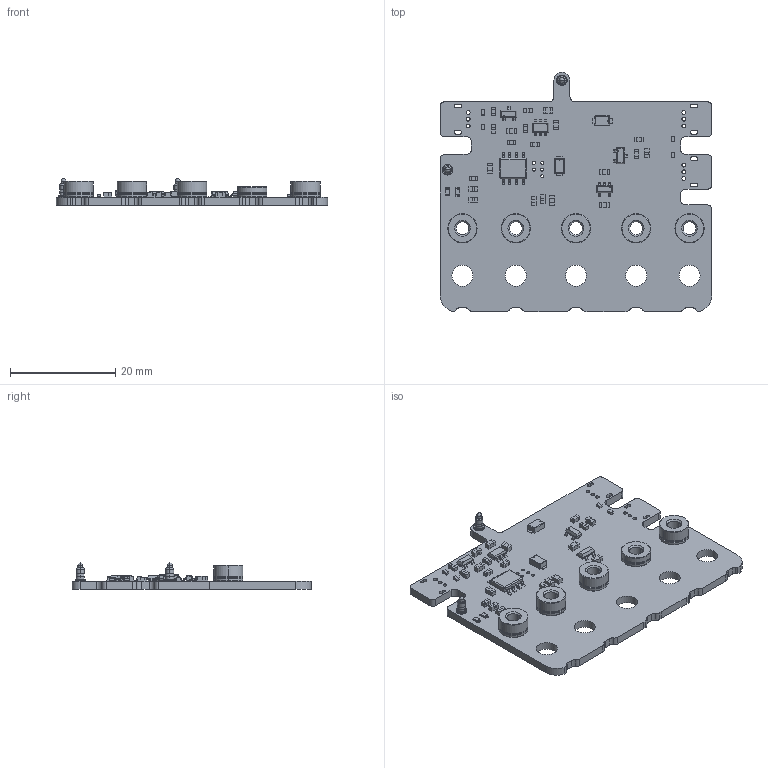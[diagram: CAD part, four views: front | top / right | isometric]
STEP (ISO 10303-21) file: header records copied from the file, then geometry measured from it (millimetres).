
FILE_DESCRIPTION(('Open CASCADE Model'),'2;1');
FILE_NAME('Open CASCADE Shape Model','2023-09-15T19:12:12',('Author'),( 'Open CASCADE'),'Open CASCADE STEP processor 6.8','Open CASCADE 6.8' ,'Unknown');
FILE_SCHEMA(('AUTOMOTIVE_DESIGN { 1 0 10303 214 1 1 1 1 }'));
Length unit declared in the file: millimetre
Products named in the file (72): PCB; Board; Open CASCADE STEP translator 6.8 3.1.1; R30; CC0603; R29; C6; 6222097664; Extruded; 6222087024; U3; SOP8_v1; J6; Harwin-p70-1000045; D9; MSRC-RCLAMP0521P-N_v2; D8; R7; RC0603N-M; R6; R9; R8; D2; D3; C7; 6222091344; 6222090704; R10; R5; Q2; SOT-23_ONS; D5; MSRC-0603_LED_Green; J5; J4; PennEngineering-SMTSO-M3-3ET-PennEngineering-3D-06-21-2022; J2; J3; PennEngineering-SMTSO-M3-2ET-PennEngineering-3D-06-24-2022; J1 ...
Assembly tree (107 placements, depth 4):
  PCB
    Board
      Open CASCADE STEP translator 6.8 3.1.1
    R30
      CC0603
    R29
      CC0603
    C6
      6222097664  x2
        Extruded
      6222087024
        Extruded
    U3
      SOP8_v1
    J6
      Harwin-p70-1000045
    D9
      MSRC-RCLAMP0521P-N_v2
    D8
      MSRC-RCLAMP0521P-N_v2
    R7
      RC0603N-M
    R6
      CC0603
    R9
      CC0603
    R8
      CC0603
    D2
      MSRC-RCLAMP0521P-N_v2
    D3
      MSRC-RCLAMP0521P-N_v2
    C7
      6222091344  x2
        Extruded
      6222090704
        Extruded
    R10
      RC0603N-M
    R5
      CC0603
    Q2
      SOT-23_ONS
    D5
      MSRC-0603_LED_Green
    J5
      Harwin-p70-1000045
    J4
      PennEngineering-SMTSO-M3-3ET-PennEngineering-3D-06-21-2022
    J2
      PennEngineering-SMTSO-M3-3ET-PennEngineering-3D-06-21-2022
    J3
      PennEngineering-SMTSO-M3-2ET-PennEngineering-3D-06-24-2022
    J1
      PennEngineering-SMTSO-M3-3ET-PennEngineering-3D-06-21-2022
    J0
      PennEngineering-SMTSO-M3-3ET-PennEngineering-3D-06-21-2022
    U2
      MSFT_TI_TPS61070DDCR
        Model
Bounding box: 51.6 x 45.53 x 5.05 mm (x, y, z)
Volume: 3300.8 mm3; surface area: 5546.5 mm2
Topology: 140 solids, 140 shells, 1640 faces, 3735 edges, 2400 vertices
Faces by surface type: plane 1087, cylinder 413, cone 48, sphere 44, bspline 26, torus 22
Full cylindrical faces by diameter (mm): 0.14 x2, 0.15 x2, 0.152 x2, 0.175 x1, 0.558 x5, 0.71 x9, 4 x5, 4.25 x5
Entity records: 40524 total; most frequent: CARTESIAN_POINT 10130, DIRECTION 5598, ORIENTED_EDGE 5250, EDGE_CURVE 2625, LINE 1892, VECTOR 1892, AXIS2_PLACEMENT_3D 1853, VERTEX_POINT 1707
